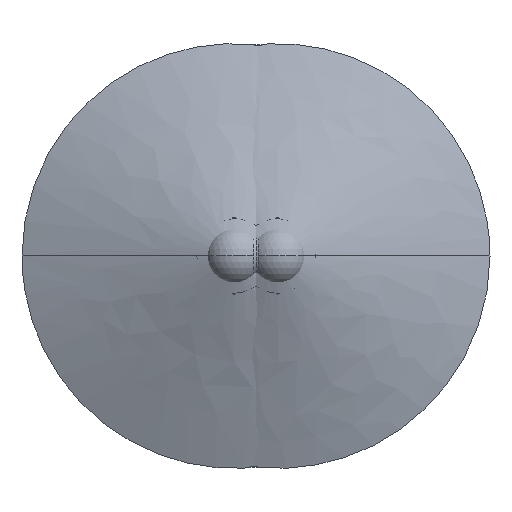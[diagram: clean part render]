
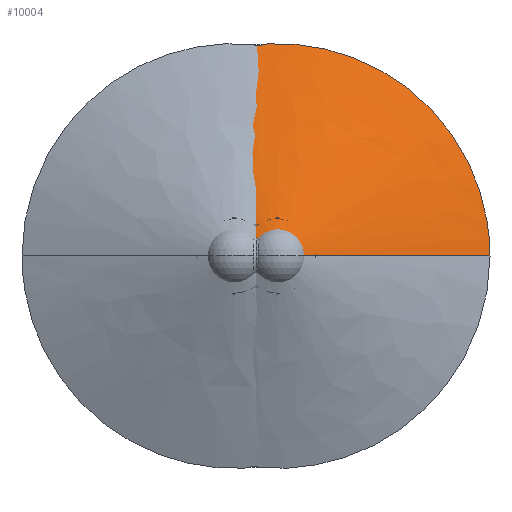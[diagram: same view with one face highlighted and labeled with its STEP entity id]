
A CAD part, top view. The second image highlights one B-rep face of the part: STEP entity #10004.
In plain terms, the highlighted free-form (B-spline) face has degree [1, 2] with [2, 5] control points.
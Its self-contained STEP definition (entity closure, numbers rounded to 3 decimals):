
#1836 = FACE_OUTER_BOUND ( 'NONE', #14626, .T. ) ;
#2300 = CARTESIAN_POINT ( 'NONE',  ( -110.173, 122.673, -32.09 ) ) ;
#2732 = VERTEX_POINT ( 'NONE', #16670 ) ;
#2808 = CARTESIAN_POINT ( 'NONE',  ( 12.5, 0., 15. ) ) ;
#6284 = EDGE_CURVE ( 'NONE', #2732, #30051, #14105, .T. ) ;
#6575 =( BOUNDED_SURFACE ( )  B_SPLINE_SURFACE ( 1, 2, ( 
 ( #21285, #31369, #9467, #21747, #16824 ),
 ( #26576, #2300, #12039, #31513, #19355 ) ),
 .UNSPECIFIED., .F., .F., .T. ) 
 B_SPLINE_SURFACE_WITH_KNOTS ( ( 2, 2 ),
 ( 3, 2, 3 ),
 ( 0., 131.4 ),
 ( 0., 192.694, 385.388 ),
 .UNSPECIFIED. ) 
 GEOMETRIC_REPRESENTATION_ITEM ( )  RATIONAL_B_SPLINE_SURFACE ( (
 ( 1., 0.707, 1., 0.707, 1.),
 ( 1., 0.707, 1., 0.707, 1.) ) ) 
 REPRESENTATION_ITEM ( '' )  SURFACE ( )  );
#6657 = CARTESIAN_POINT ( 'NONE',  ( -110.173, 0., -32.09 ) ) ;
#8391 = ORIENTED_EDGE ( 'NONE', *, *, #17190, .T. ) ;
#9467 = CARTESIAN_POINT ( 'NONE',  ( 12.5, 0., 15. ) ) ;
#10004 = ADVANCED_FACE ( 'NONE', ( #1836 ), #6575, .T. ) ;
#11427 = ORIENTED_EDGE ( 'NONE', *, *, #25419, .T. ) ;
#11935 = B_SPLINE_CURVE_WITH_KNOTS ( 'NONE', 1,
 ( #19010, #11993 ),
 .UNSPECIFIED., .F., .F.,
 ( 2, 2 ),
 ( 0., 1. ),
 .UNSPECIFIED. ) ;
#11993 = CARTESIAN_POINT ( 'NONE',  ( 12.5, 0., 15. ) ) ;
#12021 = ORIENTED_EDGE ( 'NONE', *, *, #6284, .T. ) ;
#12029 = CARTESIAN_POINT ( 'NONE',  ( 135.173, 0., -32.09 ) ) ;
#12039 = CARTESIAN_POINT ( 'NONE',  ( 12.5, 122.673, -32.09 ) ) ;
#12537 = CARTESIAN_POINT ( 'NONE',  ( -110.173, 0., -32.09 ) ) ;
#13524 = VERTEX_POINT ( 'NONE', #12029 ) ;
#14105 = B_SPLINE_CURVE_WITH_KNOTS ( 'NONE', 1,
 ( #2808, #12537 ),
 .UNSPECIFIED., .F., .F.,
 ( 2, 2 ),
 ( 0., 1. ),
 .UNSPECIFIED. ) ;
#14626 = EDGE_LOOP ( 'NONE', ( #11427, #8391, #12021 ) ) ;
#16670 = CARTESIAN_POINT ( 'NONE',  ( 12.5, 0., 15. ) ) ;
#16824 = CARTESIAN_POINT ( 'NONE',  ( 12.5, 0., 15. ) ) ;
#17190 = EDGE_CURVE ( 'NONE', #13524, #2732, #11935, .T. ) ;
#19010 = CARTESIAN_POINT ( 'NONE',  ( 135.173, 0., -32.09 ) ) ;
#19355 = CARTESIAN_POINT ( 'NONE',  ( 135.173, 0., -32.09 ) ) ;
#21285 = CARTESIAN_POINT ( 'NONE',  ( 12.5, 0., 15. ) ) ;
#21541 =( BOUNDED_CURVE ( )  B_SPLINE_CURVE ( 2, ( #6657, #26151, #26293, #28686, #23872 ),
 .UNSPECIFIED., .F., .F. ) 
 B_SPLINE_CURVE_WITH_KNOTS ( ( 3, 2, 3 ),
 ( 0., 0.5, 1. ),
 .UNSPECIFIED. ) 
 CURVE ( )  GEOMETRIC_REPRESENTATION_ITEM ( )  RATIONAL_B_SPLINE_CURVE ( ( 1., 0.707, 1., 0.707, 1. ) ) 
 REPRESENTATION_ITEM ( '' )  );
#21747 = CARTESIAN_POINT ( 'NONE',  ( 12.5, 0., 15. ) ) ;
#23083 = CARTESIAN_POINT ( 'NONE',  ( -110.173, 0., -32.09 ) ) ;
#23872 = CARTESIAN_POINT ( 'NONE',  ( 135.173, 0., -32.09 ) ) ;
#25419 = EDGE_CURVE ( 'NONE', #30051, #13524, #21541, .T. ) ;
#26151 = CARTESIAN_POINT ( 'NONE',  ( -110.173, 122.673, -32.09 ) ) ;
#26293 = CARTESIAN_POINT ( 'NONE',  ( 12.5, 122.673, -32.09 ) ) ;
#26576 = CARTESIAN_POINT ( 'NONE',  ( -110.173, 0., -32.09 ) ) ;
#28686 = CARTESIAN_POINT ( 'NONE',  ( 135.173, 122.673, -32.09 ) ) ;
#30051 = VERTEX_POINT ( 'NONE', #23083 ) ;
#31369 = CARTESIAN_POINT ( 'NONE',  ( 12.5, 0., 15. ) ) ;
#31513 = CARTESIAN_POINT ( 'NONE',  ( 135.173, 122.673, -32.09 ) ) ;
